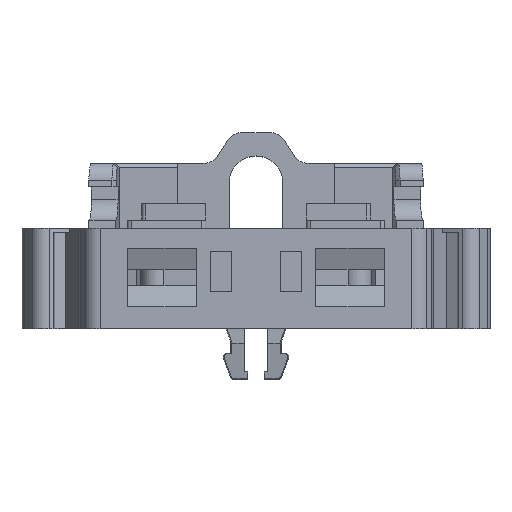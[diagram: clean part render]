
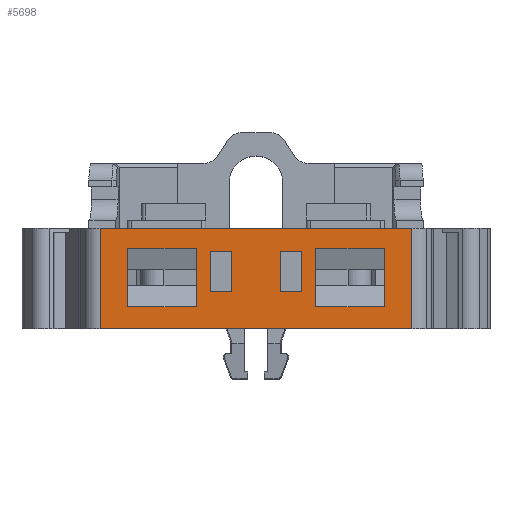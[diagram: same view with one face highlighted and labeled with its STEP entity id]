
A CAD part, top view. The second image highlights one B-rep face of the part: STEP entity #5698.
In plain terms, the highlighted planar face has unit normal (0, 0, 1).
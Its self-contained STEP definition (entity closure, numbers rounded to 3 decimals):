
#264=LINE('',#8325,#977);
#331=LINE('',#8503,#1044);
#334=LINE('',#8509,#1047);
#337=LINE('',#8515,#1050);
#378=LINE('',#8595,#1091);
#381=LINE('',#8601,#1094);
#384=LINE('',#8607,#1097);
#388=LINE('',#8615,#1101);
#389=LINE('',#8618,#1102);
#390=LINE('',#8620,#1103);
#391=LINE('',#8622,#1104);
#392=LINE('',#8623,#1105);
#393=LINE('',#8624,#1106);
#394=LINE('',#8625,#1107);
#395=LINE('',#8627,#1108);
#396=LINE('',#8629,#1109);
#397=LINE('',#8630,#1110);
#398=LINE('',#8633,#1111);
#399=LINE('',#8635,#1112);
#400=LINE('',#8637,#1113);
#977=VECTOR('',#6641,1000.);
#1044=VECTOR('',#6758,1000.);
#1047=VECTOR('',#6763,1000.);
#1050=VECTOR('',#6768,1000.);
#1091=VECTOR('',#6831,1000.);
#1094=VECTOR('',#6836,1000.);
#1097=VECTOR('',#6841,1000.);
#1101=VECTOR('',#6847,1000.);
#1102=VECTOR('',#6848,1000.);
#1103=VECTOR('',#6849,1000.);
#1104=VECTOR('',#6850,1000.);
#1105=VECTOR('',#6851,1000.);
#1106=VECTOR('',#6852,1000.);
#1107=VECTOR('',#6853,1000.);
#1108=VECTOR('',#6854,1000.);
#1109=VECTOR('',#6855,1000.);
#1110=VECTOR('',#6856,1000.);
#1111=VECTOR('',#6857,1000.);
#1112=VECTOR('',#6858,1000.);
#1113=VECTOR('',#6859,1000.);
#1911=ORIENTED_EDGE('',*,*,#3584,.T.);
#1912=ORIENTED_EDGE('',*,*,#3585,.T.);
#1913=ORIENTED_EDGE('',*,*,#3586,.T.);
#1914=ORIENTED_EDGE('',*,*,#3587,.T.);
#1915=ORIENTED_EDGE('',*,*,#3527,.T.);
#1916=ORIENTED_EDGE('',*,*,#3588,.T.);
#1917=ORIENTED_EDGE('',*,*,#3533,.T.);
#1918=ORIENTED_EDGE('',*,*,#3530,.T.);
#1919=ORIENTED_EDGE('',*,*,#3574,.T.);
#1920=ORIENTED_EDGE('',*,*,#3589,.T.);
#1921=ORIENTED_EDGE('',*,*,#3580,.T.);
#1922=ORIENTED_EDGE('',*,*,#3577,.T.);
#1923=ORIENTED_EDGE('',*,*,#3438,.F.);
#1924=ORIENTED_EDGE('',*,*,#3590,.T.);
#1925=ORIENTED_EDGE('',*,*,#3591,.T.);
#1926=ORIENTED_EDGE('',*,*,#3592,.T.);
#1927=ORIENTED_EDGE('',*,*,#3593,.T.);
#1928=ORIENTED_EDGE('',*,*,#3594,.T.);
#1929=ORIENTED_EDGE('',*,*,#3595,.T.);
#1930=ORIENTED_EDGE('',*,*,#3596,.T.);
#3438=EDGE_CURVE('',#4286,#4287,#264,.T.);
#3527=EDGE_CURVE('',#4369,#4368,#331,.T.);
#3530=EDGE_CURVE('',#4371,#4369,#334,.T.);
#3533=EDGE_CURVE('',#4373,#4371,#337,.T.);
#3574=EDGE_CURVE('',#4401,#4400,#378,.T.);
#3577=EDGE_CURVE('',#4403,#4401,#381,.T.);
#3580=EDGE_CURVE('',#4405,#4403,#384,.T.);
#3584=EDGE_CURVE('',#4408,#4409,#388,.T.);
#3585=EDGE_CURVE('',#4409,#4410,#389,.T.);
#3586=EDGE_CURVE('',#4410,#4411,#390,.T.);
#3587=EDGE_CURVE('',#4411,#4408,#391,.T.);
#3588=EDGE_CURVE('',#4368,#4373,#392,.T.);
#3589=EDGE_CURVE('',#4400,#4405,#393,.T.);
#3590=EDGE_CURVE('',#4286,#4412,#394,.F.);
#3591=EDGE_CURVE('',#4412,#4413,#395,.T.);
#3592=EDGE_CURVE('',#4413,#4287,#396,.T.);
#3593=EDGE_CURVE('',#4414,#4415,#397,.T.);
#3594=EDGE_CURVE('',#4415,#4416,#398,.T.);
#3595=EDGE_CURVE('',#4416,#4417,#399,.T.);
#3596=EDGE_CURVE('',#4417,#4414,#400,.T.);
#4286=VERTEX_POINT('',#8324);
#4287=VERTEX_POINT('',#8326);
#4368=VERTEX_POINT('',#8502);
#4369=VERTEX_POINT('',#8504);
#4371=VERTEX_POINT('',#8510);
#4373=VERTEX_POINT('',#8516);
#4400=VERTEX_POINT('',#8594);
#4401=VERTEX_POINT('',#8596);
#4403=VERTEX_POINT('',#8602);
#4405=VERTEX_POINT('',#8608);
#4408=VERTEX_POINT('',#8616);
#4409=VERTEX_POINT('',#8617);
#4410=VERTEX_POINT('',#8619);
#4411=VERTEX_POINT('',#8621);
#4412=VERTEX_POINT('',#8626);
#4413=VERTEX_POINT('',#8628);
#4414=VERTEX_POINT('',#8631);
#4415=VERTEX_POINT('',#8632);
#4416=VERTEX_POINT('',#8634);
#4417=VERTEX_POINT('',#8636);
#4829=EDGE_LOOP('',(#1911,#1912,#1913,#1914));
#4830=EDGE_LOOP('',(#1915,#1916,#1917,#1918));
#4831=EDGE_LOOP('',(#1919,#1920,#1921,#1922));
#4832=EDGE_LOOP('',(#1923,#1924,#1925,#1926));
#4833=EDGE_LOOP('',(#1927,#1928,#1929,#1930));
#5149=FACE_BOUND('',#4829,.T.);
#5150=FACE_BOUND('',#4830,.T.);
#5151=FACE_BOUND('',#4831,.T.);
#5152=FACE_BOUND('',#4832,.T.);
#5153=FACE_BOUND('',#4833,.T.);
#5464=PLANE('',#6069);
#5698=ADVANCED_FACE('',(#5149,#5150,#5151,#5152,#5153),#5464,.T.);
#6069=AXIS2_PLACEMENT_3D('',#8614,#6845,#6846);
#6641=DIRECTION('',(-1.,0.,0.));
#6758=DIRECTION('',(0.,1.,0.));
#6763=DIRECTION('',(-1.,0.,0.));
#6768=DIRECTION('',(0.,-1.,0.));
#6831=DIRECTION('',(0.,1.,0.));
#6836=DIRECTION('',(-1.,0.,0.));
#6841=DIRECTION('',(0.,-1.,0.));
#6845=DIRECTION('',(0.,0.,1.));
#6846=DIRECTION('',(1.,0.,0.));
#6847=DIRECTION('',(1.,0.,0.));
#6848=DIRECTION('',(0.,-1.,0.));
#6849=DIRECTION('',(-1.,0.,0.));
#6850=DIRECTION('',(0.,1.,0.));
#6851=DIRECTION('',(1.,0.,0.));
#6852=DIRECTION('',(1.,0.,0.));
#6853=DIRECTION('',(0.,-1.,0.));
#6854=DIRECTION('',(-1.,0.,0.));
#6855=DIRECTION('',(0.,-1.,0.));
#6856=DIRECTION('',(1.,0.,0.));
#6857=DIRECTION('',(0.,-1.,0.));
#6858=DIRECTION('',(-1.,0.,0.));
#6859=DIRECTION('',(0.,1.,0.));
#8324=CARTESIAN_POINT('',(9.323,0.,12.7));
#8325=CARTESIAN_POINT('',(9.9,0.,12.7));
#8326=CARTESIAN_POINT('',(-9.323,0.,12.7));
#8502=CARTESIAN_POINT('',(-7.675,4.8,12.7));
#8503=CARTESIAN_POINT('',(-7.675,4.8,12.7));
#8504=CARTESIAN_POINT('',(-7.675,1.3,12.7));
#8509=CARTESIAN_POINT('',(-7.675,1.3,12.7));
#8510=CARTESIAN_POINT('',(-3.575,1.3,12.7));
#8515=CARTESIAN_POINT('',(-3.575,1.3,12.7));
#8516=CARTESIAN_POINT('',(-3.575,4.8,12.7));
#8594=CARTESIAN_POINT('',(3.575,4.8,12.7));
#8595=CARTESIAN_POINT('',(3.575,4.8,12.7));
#8596=CARTESIAN_POINT('',(3.575,1.3,12.7));
#8601=CARTESIAN_POINT('',(3.575,1.3,12.7));
#8602=CARTESIAN_POINT('',(7.675,1.3,12.7));
#8607=CARTESIAN_POINT('',(7.675,1.3,12.7));
#8608=CARTESIAN_POINT('',(7.675,4.8,12.7));
#8614=CARTESIAN_POINT('',(9.9,6.,12.7));
#8615=CARTESIAN_POINT('',(-2.75,4.6,12.7));
#8616=CARTESIAN_POINT('',(-2.75,4.6,12.7));
#8617=CARTESIAN_POINT('',(-1.45,4.6,12.7));
#8618=CARTESIAN_POINT('',(-1.45,4.6,12.7));
#8619=CARTESIAN_POINT('',(-1.45,2.2,12.7));
#8620=CARTESIAN_POINT('',(-1.45,2.2,12.7));
#8621=CARTESIAN_POINT('',(-2.75,2.2,12.7));
#8622=CARTESIAN_POINT('',(-2.75,2.2,12.7));
#8623=CARTESIAN_POINT('',(-3.575,4.8,12.7));
#8624=CARTESIAN_POINT('',(7.675,4.8,12.7));
#8625=CARTESIAN_POINT('',(9.323,6.,12.7));
#8626=CARTESIAN_POINT('',(9.323,6.,12.7));
#8627=CARTESIAN_POINT('',(9.9,6.,12.7));
#8628=CARTESIAN_POINT('',(-9.323,6.,12.7));
#8629=CARTESIAN_POINT('',(-9.323,6.,12.7));
#8630=CARTESIAN_POINT('',(1.45,4.6,12.7));
#8631=CARTESIAN_POINT('',(1.45,4.6,12.7));
#8632=CARTESIAN_POINT('',(2.75,4.6,12.7));
#8633=CARTESIAN_POINT('',(2.75,4.6,12.7));
#8634=CARTESIAN_POINT('',(2.75,2.2,12.7));
#8635=CARTESIAN_POINT('',(2.75,2.2,12.7));
#8636=CARTESIAN_POINT('',(1.45,2.2,12.7));
#8637=CARTESIAN_POINT('',(1.45,2.2,12.7));
